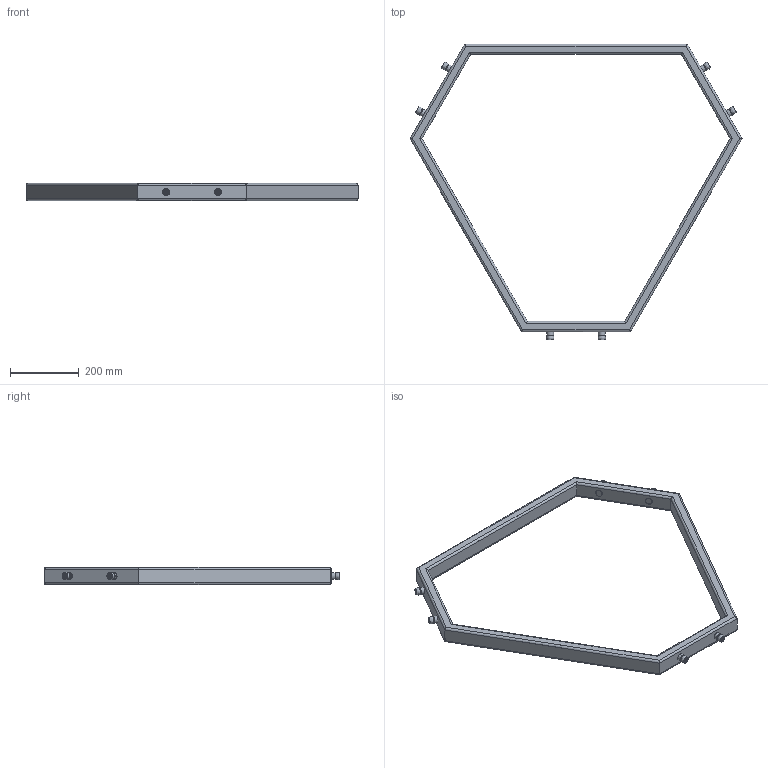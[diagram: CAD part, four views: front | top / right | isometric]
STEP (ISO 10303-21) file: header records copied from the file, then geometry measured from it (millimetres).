
FILE_DESCRIPTION (( 'STEP AP203' ), '1' );
FILE_NAME ('Platforma mobila_Default_sldprt.STEP', '2021-06-25T07:48:43', ( '' ), ( '' ), 'SwSTEP 2.0', 'SolidWorks 2020', '' );
FILE_SCHEMA (( 'CONFIG_CONTROL_DESIGN' ));
Length unit declared in the file: millimetre
Products named in the file (1): Platforma mobila_Default_sldprt
Bounding box: 964.06 x 858.9 x 50 mm (x, y, z)
Volume: 1261008.2 mm3; surface area: 800683.9 mm2
Topology: 1 solids, 8 shells, 190 faces, 408 edges, 252 vertices
Faces by surface type: cylinder 84, plane 58, cone 30, torus 12, bspline 6
Full cylindrical faces by diameter (mm): 6.647 x6, 15 x12, 20 x18
Entity records: 4579 total; most frequent: CARTESIAN_POINT 995, DIRECTION 730, ORIENTED_EDGE 576, EDGE_LOOP 320, AXIS2_PLACEMENT_3D 305, EDGE_CURVE 288, FACE_OUTER_BOUND 244, VERTEX_POINT 216
